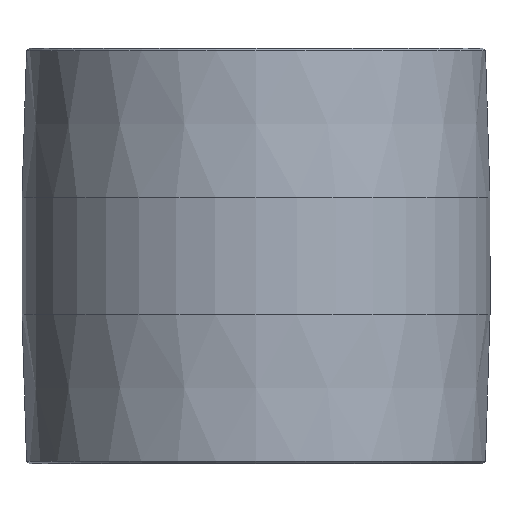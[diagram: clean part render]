
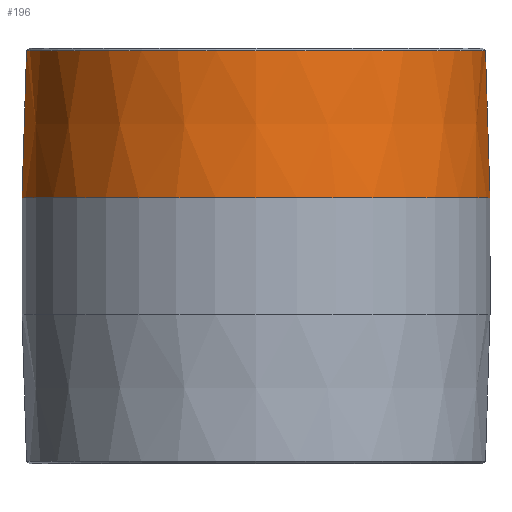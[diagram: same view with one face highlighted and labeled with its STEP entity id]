
A CAD part, front view. The second image highlights one B-rep face of the part: STEP entity #196.
In plain terms, the highlighted conical face has half-angle 1.78 degrees and reference radius 56.015 mm.
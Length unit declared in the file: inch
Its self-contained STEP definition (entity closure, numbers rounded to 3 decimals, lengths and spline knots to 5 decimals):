
#6 = VERTEX_POINT ( 'NONE', #464 ) ;
#7 = CARTESIAN_POINT ( 'NONE',  ( 2.20613, 0., 3.9742 ) ) ;
#15 = DIRECTION ( 'NONE',  ( 0.031, 0., -1. ) ) ;
#24 = FACE_OUTER_BOUND ( 'NONE', #351, .T. ) ;
#31 = CIRCLE ( 'NONE', #335, 2.25 ) ;
#32 = ORIENTED_EDGE ( 'NONE', *, *, #282, .T. ) ;
#37 = CARTESIAN_POINT ( 'NONE',  ( 2.25, 0., 2.5625 ) ) ;
#40 = AXIS2_PLACEMENT_3D ( 'NONE', #399, #433, #523 ) ;
#56 = VERTEX_POINT ( 'NONE', #37 ) ;
#115 = ORIENTED_EDGE ( 'NONE', *, *, #504, .F. ) ;
#132 = CIRCLE ( 'NONE', #328, 2.20613 ) ;
#164 = DIRECTION ( 'NONE',  ( -0.031, 0., -1. ) ) ;
#167 = CONICAL_SURFACE ( 'NONE', #40, 2.20533, 0.031 ) ;
#181 = CARTESIAN_POINT ( 'NONE',  ( 2.20533, 0., 4. ) ) ;
#185 = DIRECTION ( 'NONE',  ( 0., 0., -1. ) ) ;
#196 = ADVANCED_FACE ( 'NONE', ( #24 ), #167, .T. ) ;
#230 = ORIENTED_EDGE ( 'NONE', *, *, #252, .F. ) ;
#232 = VECTOR ( 'NONE', #15, 39.37008 ) ;
#251 = CARTESIAN_POINT ( 'NONE',  ( -2.20613, 0., 3.9742 ) ) ;
#252 = EDGE_CURVE ( 'NONE', #516, #56, #442, .T. ) ;
#282 = EDGE_CURVE ( 'NONE', #516, #441, #132, .T. ) ;
#328 = AXIS2_PLACEMENT_3D ( 'NONE', #534, #185, #481 ) ;
#332 = EDGE_CURVE ( 'NONE', #441, #6, #370, .T. ) ;
#335 = AXIS2_PLACEMENT_3D ( 'NONE', #479, #336, #470 ) ;
#336 = DIRECTION ( 'NONE',  ( 0., 0., -1. ) ) ;
#351 = EDGE_LOOP ( 'NONE', ( #230, #32, #358, #115 ) ) ;
#358 = ORIENTED_EDGE ( 'NONE', *, *, #332, .T. ) ;
#367 = CARTESIAN_POINT ( 'NONE',  ( -2.20533, 0., 4. ) ) ;
#370 = LINE ( 'NONE', #367, #449 ) ;
#399 = CARTESIAN_POINT ( 'NONE',  ( 0., 0., 4. ) ) ;
#433 = DIRECTION ( 'NONE',  ( 0., 0., -1. ) ) ;
#441 = VERTEX_POINT ( 'NONE', #251 ) ;
#442 = LINE ( 'NONE', #181, #232 ) ;
#449 = VECTOR ( 'NONE', #164, 39.37008 ) ;
#464 = CARTESIAN_POINT ( 'NONE',  ( -2.25, 0., 2.5625 ) ) ;
#470 = DIRECTION ( 'NONE',  ( -1., 0., 0. ) ) ;
#479 = CARTESIAN_POINT ( 'NONE',  ( 0., 0., 2.5625 ) ) ;
#481 = DIRECTION ( 'NONE',  ( -1., 0., 0. ) ) ;
#504 = EDGE_CURVE ( 'NONE', #56, #6, #31, .T. ) ;
#516 = VERTEX_POINT ( 'NONE', #7 ) ;
#523 = DIRECTION ( 'NONE',  ( -1., 0., 0. ) ) ;
#534 = CARTESIAN_POINT ( 'NONE',  ( 0., 0., 3.9742 ) ) ;
